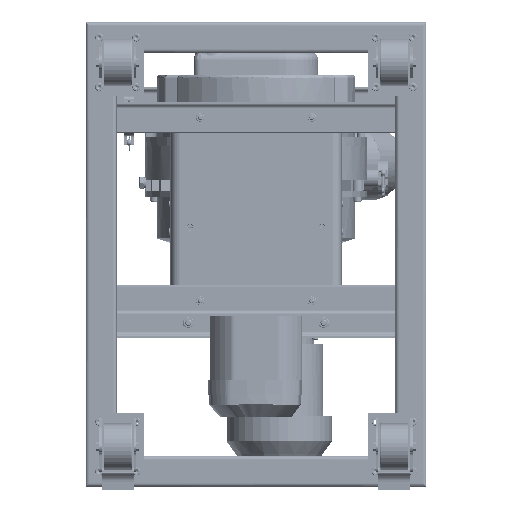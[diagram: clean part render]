
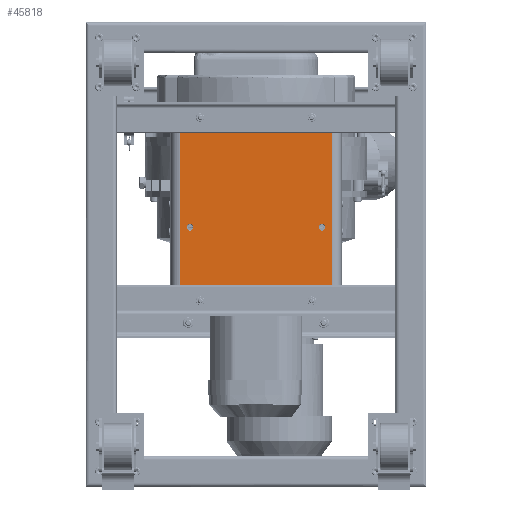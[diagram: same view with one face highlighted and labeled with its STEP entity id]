
A CAD part, front view. The second image highlights one B-rep face of the part: STEP entity #45818.
In plain terms, the highlighted planar face has unit normal (0, -1, 0).
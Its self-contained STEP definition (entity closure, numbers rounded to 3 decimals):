
#45818=ADVANCED_FACE('',(#85195,#85197,#85199,#85201,#85203,#85205,#85207,#85209,
#85211,#85213,#85215),#85217,.T.);
#85195=FACE_BOUND('',#85196,.T.);
#85196=EDGE_LOOP('',(#199720,#199721,#199722,#199723));
#85197=FACE_BOUND('',#85198,.T.);
#85198=EDGE_LOOP('',(#199724));
#85199=FACE_BOUND('',#85200,.T.);
#85200=EDGE_LOOP('',(#199725));
#85201=FACE_BOUND('',#85202,.T.);
#85202=EDGE_LOOP('',(#199726));
#85203=FACE_BOUND('',#85204,.T.);
#85204=EDGE_LOOP('',(#199727));
#85205=FACE_BOUND('',#85206,.T.);
#85206=EDGE_LOOP('',(#199728,#199729));
#85207=FACE_BOUND('',#85208,.T.);
#85208=EDGE_LOOP('',(#199730,#199731));
#85209=FACE_BOUND('',#85210,.T.);
#85210=EDGE_LOOP('',(#199732,#199733));
#85211=FACE_BOUND('',#85212,.T.);
#85212=EDGE_LOOP('',(#199734,#199735));
#85213=FACE_BOUND('',#85214,.T.);
#85214=EDGE_LOOP('',(#199736,#199737));
#85215=FACE_BOUND('',#85216,.T.);
#85216=EDGE_LOOP('',(#199738,#199739));
#85217=PLANE('',#85218);
#85218=AXIS2_PLACEMENT_3D('',#85219,#85220,#85221);
#85219=CARTESIAN_POINT('',(-138.,45.,263.));
#85220=DIRECTION('',(0.,-1.,0.));
#85221=DIRECTION('',(1.,0.,0.));
#199720=ORIENTED_EDGE('',*,*,#221999,.T.);
#199721=ORIENTED_EDGE('',*,*,#222000,.T.);
#199722=ORIENTED_EDGE('',*,*,#222001,.T.);
#199723=ORIENTED_EDGE('',*,*,#222002,.T.);
#199724=ORIENTED_EDGE('',*,*,#222003,.T.);
#199725=ORIENTED_EDGE('',*,*,#222004,.T.);
#199726=ORIENTED_EDGE('',*,*,#222005,.T.);
#199727=ORIENTED_EDGE('',*,*,#222006,.T.);
#199728=ORIENTED_EDGE('',*,*,#222007,.T.);
#199729=ORIENTED_EDGE('',*,*,#222008,.T.);
#199730=ORIENTED_EDGE('',*,*,#222009,.T.);
#199731=ORIENTED_EDGE('',*,*,#222010,.T.);
#199732=ORIENTED_EDGE('',*,*,#222011,.T.);
#199733=ORIENTED_EDGE('',*,*,#222012,.T.);
#199734=ORIENTED_EDGE('',*,*,#222013,.T.);
#199735=ORIENTED_EDGE('',*,*,#222014,.T.);
#199736=ORIENTED_EDGE('',*,*,#222015,.T.);
#199737=ORIENTED_EDGE('',*,*,#222016,.T.);
#199738=ORIENTED_EDGE('',*,*,#222017,.T.);
#199739=ORIENTED_EDGE('',*,*,#222018,.T.);
#221999=EDGE_CURVE('',#248522,#248523,#248524,.T.);
#222000=EDGE_CURVE('',#248523,#248525,#248526,.T.);
#222001=EDGE_CURVE('',#248525,#248527,#248528,.T.);
#222002=EDGE_CURVE('',#248527,#248522,#248529,.T.);
#222003=EDGE_CURVE('',#248530,#248530,#248531,.T.);
#222004=EDGE_CURVE('',#248532,#248532,#248533,.T.);
#222005=EDGE_CURVE('',#248534,#248534,#248535,.T.);
#222006=EDGE_CURVE('',#248536,#248536,#248537,.T.);
#222007=EDGE_CURVE('',#248538,#248539,#248540,.T.);
#222008=EDGE_CURVE('',#248539,#248538,#248541,.T.);
#222009=EDGE_CURVE('',#248542,#248543,#248544,.T.);
#222010=EDGE_CURVE('',#248543,#248542,#248545,.T.);
#222011=EDGE_CURVE('',#248546,#248547,#248548,.T.);
#222012=EDGE_CURVE('',#248547,#248546,#248549,.T.);
#222013=EDGE_CURVE('',#248550,#248551,#248552,.T.);
#222014=EDGE_CURVE('',#248551,#248550,#248553,.T.);
#222015=EDGE_CURVE('',#248554,#248555,#248556,.T.);
#222016=EDGE_CURVE('',#248555,#248554,#248557,.T.);
#222017=EDGE_CURVE('',#248558,#248559,#248560,.T.);
#222018=EDGE_CURVE('',#248559,#248558,#248561,.T.);
#248522=VERTEX_POINT('',#322829);
#248523=VERTEX_POINT('',#322830);
#248524=LINE('',#322831,#322832);
#248525=VERTEX_POINT('',#322834);
#248526=LINE('',#322835,#322836);
#248527=VERTEX_POINT('',#322838);
#248528=LINE('',#322839,#322840);
#248529=LINE('',#322842,#322843);
#248530=VERTEX_POINT('',#322845);
#248531=CIRCLE('',#322846,5.);
#248532=VERTEX_POINT('',#322850);
#248533=CIRCLE('',#322851,5.);
#248534=VERTEX_POINT('',#322855);
#248535=CIRCLE('',#322856,5.);
#248536=VERTEX_POINT('',#322860);
#248537=CIRCLE('',#322861,5.);
#248538=VERTEX_POINT('',#322865);
#248539=VERTEX_POINT('',#322866);
#248540=CIRCLE('',#322867,5.5);
#248541=CIRCLE('',#322871,5.5);
#248542=VERTEX_POINT('',#322875);
#248543=VERTEX_POINT('',#322876);
#248544=CIRCLE('',#322877,5.5);
#248545=CIRCLE('',#322881,5.5);
#248546=VERTEX_POINT('',#322885);
#248547=VERTEX_POINT('',#322886);
#248548=CIRCLE('',#322887,4.5);
#248549=CIRCLE('',#322891,4.5);
#248550=VERTEX_POINT('',#322895);
#248551=VERTEX_POINT('',#322896);
#248552=CIRCLE('',#322897,4.5);
#248553=CIRCLE('',#322901,4.5);
#248554=VERTEX_POINT('',#322905);
#248555=VERTEX_POINT('',#322906);
#248556=CIRCLE('',#322907,4.5);
#248557=CIRCLE('',#322911,4.5);
#248558=VERTEX_POINT('',#322915);
#248559=VERTEX_POINT('',#322916);
#248560=CIRCLE('',#322917,4.5);
#248561=CIRCLE('',#322921,4.5);
#322829=CARTESIAN_POINT('',(122.,45.,583.));
#322830=CARTESIAN_POINT('',(-122.,45.,583.));
#322831=CARTESIAN_POINT('',(122.,45.,583.));
#322832=VECTOR('',#322833,1.);
#322833=DIRECTION('',(-1.,0.,0.));
#322834=CARTESIAN_POINT('',(-122.,45.,263.));
#322835=CARTESIAN_POINT('',(-122.,45.,583.));
#322836=VECTOR('',#322837,1.);
#322837=DIRECTION('',(0.,0.,-1.));
#322838=CARTESIAN_POINT('',(122.,45.,263.));
#322839=CARTESIAN_POINT('',(-122.,45.,263.));
#322840=VECTOR('',#322841,1.);
#322841=DIRECTION('',(1.,0.,0.));
#322842=CARTESIAN_POINT('',(122.,45.,263.));
#322843=VECTOR('',#322844,1.);
#322844=DIRECTION('',(0.,0.,1.));
#322845=CARTESIAN_POINT('',(95.,45.,275.));
#322846=AXIS2_PLACEMENT_3D('',#322847,#322848,#322849);
#322847=CARTESIAN_POINT('',(90.,45.,275.));
#322848=DIRECTION('',(0.,1.,0.));
#322849=DIRECTION('',(1.,0.,0.));
#322850=CARTESIAN_POINT('',(-85.,45.,275.));
#322851=AXIS2_PLACEMENT_3D('',#322852,#322853,#322854);
#322852=CARTESIAN_POINT('',(-90.,45.,275.));
#322853=DIRECTION('',(0.,1.,0.));
#322854=DIRECTION('',(1.,0.,0.));
#322855=CARTESIAN_POINT('',(95.,45.,571.));
#322856=AXIS2_PLACEMENT_3D('',#322857,#322858,#322859);
#322857=CARTESIAN_POINT('',(90.,45.,571.));
#322858=DIRECTION('',(0.,1.,0.));
#322859=DIRECTION('',(1.,0.,0.));
#322860=CARTESIAN_POINT('',(-85.,45.,571.));
#322861=AXIS2_PLACEMENT_3D('',#322862,#322863,#322864);
#322862=CARTESIAN_POINT('',(-90.,45.,571.));
#322863=DIRECTION('',(0.,1.,0.));
#322864=DIRECTION('',(1.,0.,0.));
#322865=CARTESIAN_POINT('',(-112.,45.,394.));
#322866=CARTESIAN_POINT('',(-101.,45.,394.));
#322867=AXIS2_PLACEMENT_3D('',#322868,#322869,#322870);
#322868=CARTESIAN_POINT('',(-106.5,45.,394.));
#322869=DIRECTION('',(0.,1.,0.));
#322870=DIRECTION('',(-1.,0.,0.));
#322871=AXIS2_PLACEMENT_3D('',#322872,#322873,#322874);
#322872=CARTESIAN_POINT('',(-106.5,45.,394.));
#322873=DIRECTION('',(0.,1.,0.));
#322874=DIRECTION('',(1.,0.,0.));
#322875=CARTESIAN_POINT('',(101.,45.,394.));
#322876=CARTESIAN_POINT('',(112.,45.,394.));
#322877=AXIS2_PLACEMENT_3D('',#322878,#322879,#322880);
#322878=CARTESIAN_POINT('',(106.5,45.,394.));
#322879=DIRECTION('',(0.,1.,0.));
#322880=DIRECTION('',(-1.,0.,0.));
#322881=AXIS2_PLACEMENT_3D('',#322882,#322883,#322884);
#322882=CARTESIAN_POINT('',(106.5,45.,394.));
#322883=DIRECTION('',(0.,1.,0.));
#322884=DIRECTION('',(1.,0.,0.));
#322885=CARTESIAN_POINT('',(-105.5,45.,275.));
#322886=CARTESIAN_POINT('',(-114.5,45.,275.));
#322887=AXIS2_PLACEMENT_3D('',#322888,#322889,#322890);
#322888=CARTESIAN_POINT('',(-110.,45.,275.));
#322889=DIRECTION('',(0.,1.,0.));
#322890=DIRECTION('',(1.,0.,0.));
#322891=AXIS2_PLACEMENT_3D('',#322892,#322893,#322894);
#322892=CARTESIAN_POINT('',(-110.,45.,275.));
#322893=DIRECTION('',(0.,1.,0.));
#322894=DIRECTION('',(-1.,0.,0.));
#322895=CARTESIAN_POINT('',(-105.5,45.,571.));
#322896=CARTESIAN_POINT('',(-114.5,45.,571.));
#322897=AXIS2_PLACEMENT_3D('',#322898,#322899,#322900);
#322898=CARTESIAN_POINT('',(-110.,45.,571.));
#322899=DIRECTION('',(0.,1.,0.));
#322900=DIRECTION('',(1.,0.,0.));
#322901=AXIS2_PLACEMENT_3D('',#322902,#322903,#322904);
#322902=CARTESIAN_POINT('',(-110.,45.,571.));
#322903=DIRECTION('',(0.,1.,0.));
#322904=DIRECTION('',(-1.,0.,0.));
#322905=CARTESIAN_POINT('',(114.5,45.,275.));
#322906=CARTESIAN_POINT('',(105.5,45.,275.));
#322907=AXIS2_PLACEMENT_3D('',#322908,#322909,#322910);
#322908=CARTESIAN_POINT('',(110.,45.,275.));
#322909=DIRECTION('',(0.,1.,0.));
#322910=DIRECTION('',(1.,0.,0.));
#322911=AXIS2_PLACEMENT_3D('',#322912,#322913,#322914);
#322912=CARTESIAN_POINT('',(110.,45.,275.));
#322913=DIRECTION('',(0.,1.,0.));
#322914=DIRECTION('',(-1.,0.,0.));
#322915=CARTESIAN_POINT('',(114.5,45.,571.));
#322916=CARTESIAN_POINT('',(105.5,45.,571.));
#322917=AXIS2_PLACEMENT_3D('',#322918,#322919,#322920);
#322918=CARTESIAN_POINT('',(110.,45.,571.));
#322919=DIRECTION('',(0.,1.,0.));
#322920=DIRECTION('',(1.,0.,0.));
#322921=AXIS2_PLACEMENT_3D('',#322922,#322923,#322924);
#322922=CARTESIAN_POINT('',(110.,45.,571.));
#322923=DIRECTION('',(0.,1.,0.));
#322924=DIRECTION('',(-1.,0.,0.));
